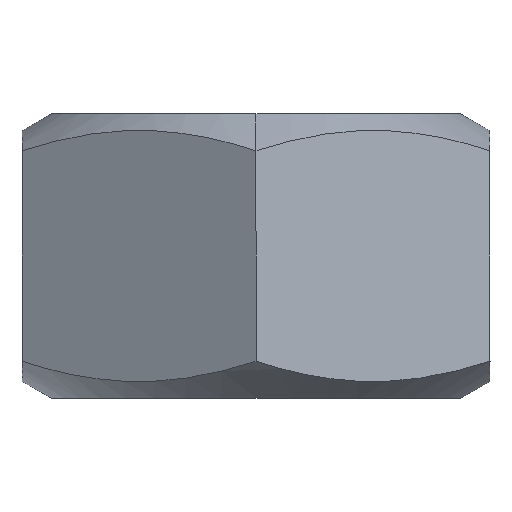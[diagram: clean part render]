
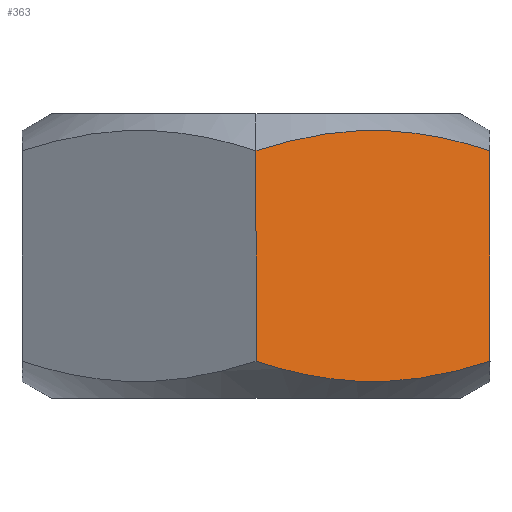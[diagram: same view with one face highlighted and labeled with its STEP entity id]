
A CAD part, left-side view. The second image highlights one B-rep face of the part: STEP entity #363.
In plain terms, the highlighted planar face has unit normal (0.866, 0.5, 0).
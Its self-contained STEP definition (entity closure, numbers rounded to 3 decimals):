
#11 = CARTESIAN_POINT ( 'NONE',  ( -11.059, -13.755, 1.802 ) ) ;
#24 = EDGE_CURVE ( 'NONE', #122, #73, #622, .T. ) ;
#62 = CARTESIAN_POINT ( 'NONE',  ( -19., 0., 2.591 ) ) ;
#70 = CARTESIAN_POINT ( 'NONE',  ( -15.852, -5.452, 1.334 ) ) ;
#73 = VERTEX_POINT ( 'NONE', #370 ) ;
#74 = CARTESIAN_POINT ( 'NONE',  ( -19., 0., 2.591 ) ) ;
#111 = DIRECTION ( 'NONE',  ( 0., 0., 1. ) ) ;
#122 = VERTEX_POINT ( 'NONE', #554 ) ;
#124 = CARTESIAN_POINT ( 'NONE',  ( -15.05, -6.841, 1.205 ) ) ;
#129 = ORIENTED_EDGE ( 'NONE', *, *, #463, .T. ) ;
#140 = EDGE_LOOP ( 'NONE', ( #129, #185, #639, #235 ) ) ;
#141 = CARTESIAN_POINT ( 'NONE',  ( -13.855, -8.912, 18.828 ) ) ;
#143 = CARTESIAN_POINT ( 'NONE',  ( -19., 0., 17.409 ) ) ;
#157 = EDGE_CURVE ( 'NONE', #651, #73, #712, .T. ) ;
#171 = DIRECTION ( 'NONE',  ( 0.5, -0.866, 0. ) ) ;
#178 = CARTESIAN_POINT ( 'NONE',  ( -10.277, -15.109, 2.158 ) ) ;
#181 = CARTESIAN_POINT ( 'NONE',  ( -16.25, -4.762, 1.43 ) ) ;
#185 = ORIENTED_EDGE ( 'NONE', *, *, #347, .T. ) ;
#197 = CARTESIAN_POINT ( 'NONE',  ( -12.25, -11.692, 18.57 ) ) ;
#235 = ORIENTED_EDGE ( 'NONE', *, *, #24, .F. ) ;
#236 = CARTESIAN_POINT ( 'NONE',  ( -18.223, -1.347, 2.158 ) ) ;
#270 = CARTESIAN_POINT ( 'NONE',  ( -19., 0., 0. ) ) ;
#276 = PLANE ( 'NONE',  #426 ) ;
#282 = CARTESIAN_POINT ( 'NONE',  ( -17.439, -2.704, 1.801 ) ) ;
#293 = VERTEX_POINT ( 'NONE', #62 ) ;
#297 = VECTOR ( 'NONE', #479, 1000. ) ;
#335 = CARTESIAN_POINT ( 'NONE',  ( -12.638, -11.019, 1.308 ) ) ;
#347 = EDGE_CURVE ( 'NONE', #293, #651, #398, .T. ) ;
#354 = VECTOR ( 'NONE', #111, 1000. ) ;
#357 = CARTESIAN_POINT ( 'NONE',  ( -18.223, -1.345, 17.842 ) ) ;
#358 = CARTESIAN_POINT ( 'NONE',  ( -13.45, -9.614, 18.795 ) ) ;
#363 = ADVANCED_FACE ( 'NONE', ( #550 ), #276, .F. ) ;
#370 = CARTESIAN_POINT ( 'NONE',  ( -9.5, -16.454, 17.409 ) ) ;
#374 = CARTESIAN_POINT ( 'NONE',  ( -9.5, -16.454, 0. ) ) ;
#390 = CARTESIAN_POINT ( 'NONE',  ( -19., 0., 17.409 ) ) ;
#391 = CARTESIAN_POINT ( 'NONE',  ( -13.435, -9.638, 1.173 ) ) ;
#398 = LINE ( 'NONE', #270, #354 ) ;
#401 = CARTESIAN_POINT ( 'NONE',  ( -9.5, -16.454, 2.591 ) ) ;
#415 = CARTESIAN_POINT ( 'NONE',  ( -15.065, -6.816, 18.827 ) ) ;
#426 = AXIS2_PLACEMENT_3D ( 'NONE', #603, #669, #171 ) ;
#463 = EDGE_CURVE ( 'NONE', #122, #293, #641, .T. ) ;
#479 = DIRECTION ( 'NONE',  ( 0., 0., 1. ) ) ;
#530 = CARTESIAN_POINT ( 'NONE',  ( -12.648, -11.002, 18.666 ) ) ;
#533 = CARTESIAN_POINT ( 'NONE',  ( -10.277, -15.108, 17.842 ) ) ;
#550 = FACE_OUTER_BOUND ( 'NONE', #140, .T. ) ;
#554 = CARTESIAN_POINT ( 'NONE',  ( -9.5, -16.454, 2.591 ) ) ;
#563 = CARTESIAN_POINT ( 'NONE',  ( -14.645, -7.542, 1.172 ) ) ;
#583 = CARTESIAN_POINT ( 'NONE',  ( -11.061, -13.751, 18.199 ) ) ;
#603 = CARTESIAN_POINT ( 'NONE',  ( -9.5, -16.454, 0. ) ) ;
#622 = LINE ( 'NONE', #374, #297 ) ;
#639 = ORIENTED_EDGE ( 'NONE', *, *, #157, .T. ) ;
#641 = B_SPLINE_CURVE_WITH_KNOTS ( 'NONE', 3,
 ( #401, #178, #11, #335, #391, #563, #124, #70, #181, #282, #236, #74 ),
 .UNSPECIFIED., .F., .F.,
 ( 4, 2, 2, 2, 2, 4 ),
 ( 0., 0.005, 0.01, 0.012, 0.014, 0.019 ),
 .UNSPECIFIED. ) ;
#644 = CARTESIAN_POINT ( 'NONE',  ( -15.862, -5.435, 18.692 ) ) ;
#651 = VERTEX_POINT ( 'NONE', #390 ) ;
#669 = DIRECTION ( 'NONE',  ( -0.866, -0.5, 0. ) ) ;
#703 = CARTESIAN_POINT ( 'NONE',  ( -9.5, -16.454, 17.409 ) ) ;
#708 = CARTESIAN_POINT ( 'NONE',  ( -17.441, -2.7, 18.198 ) ) ;
#712 = B_SPLINE_CURVE_WITH_KNOTS ( 'NONE', 3,
 ( #143, #357, #708, #644, #415, #141, #358, #530, #197, #583, #533, #703 ),
 .UNSPECIFIED., .F., .F.,
 ( 4, 2, 2, 2, 2, 4 ),
 ( 0., 0.005, 0.01, 0.012, 0.014, 0.019 ),
 .UNSPECIFIED. ) ;
